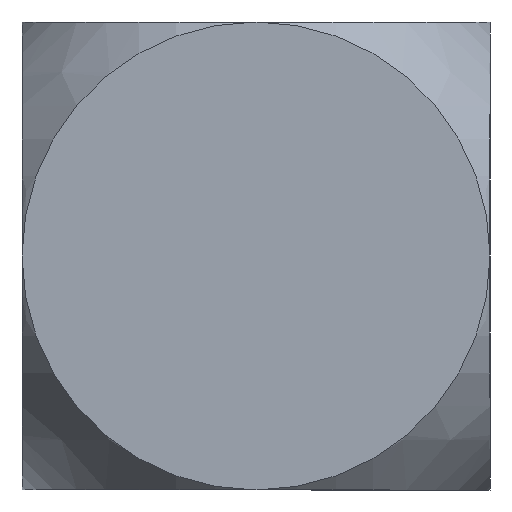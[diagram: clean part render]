
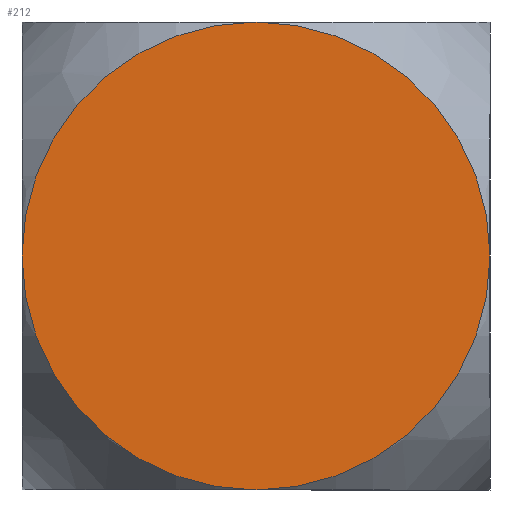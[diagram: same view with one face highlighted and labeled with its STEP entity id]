
A CAD part, left-side view. The second image highlights one B-rep face of the part: STEP entity #212.
In plain terms, the highlighted planar face has unit normal (-1, 0, 0).
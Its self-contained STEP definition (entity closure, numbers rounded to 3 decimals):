
#4 = VERTEX_POINT ( 'NONE', #308 ) ;
#170 = EDGE_CURVE ( 'NONE', #4, #171, #661, .T. ) ;
#171 = VERTEX_POINT ( 'NONE', #656 ) ;
#212 = ADVANCED_FACE ( 'NONE', ( #719 ), #718, .T. ) ;
#213 = EDGE_LOOP ( 'NONE', ( #214, #215, #217, #218 ) ) ;
#214 = ORIENTED_EDGE ( 'NONE', *, *, #234, .T. ) ;
#215 = ORIENTED_EDGE ( 'NONE', *, *, #216, .T. ) ;
#216 = EDGE_CURVE ( 'NONE', #237, #227, #716, .T. ) ;
#217 = ORIENTED_EDGE ( 'NONE', *, *, #226, .T. ) ;
#218 = ORIENTED_EDGE ( 'NONE', *, *, #170, .T. ) ;
#226 = EDGE_CURVE ( 'NONE', #227, #4, #757, .T. ) ;
#227 = VERTEX_POINT ( 'NONE', #749 ) ;
#234 = EDGE_CURVE ( 'NONE', #171, #237, #741, .T. ) ;
#237 = VERTEX_POINT ( 'NONE', #788 ) ;
#308 = CARTESIAN_POINT ( 'NONE',  ( -9., -9., 0. ) ) ;
#656 = CARTESIAN_POINT ( 'NONE',  ( -9., 0., 9. ) ) ;
#657 = DIRECTION ( 'NONE',  ( 0., 0., 1. ) ) ;
#658 = DIRECTION ( 'NONE',  ( -1., 0., 0. ) ) ;
#659 = CARTESIAN_POINT ( 'NONE',  ( -9., 0., 0. ) ) ;
#660 = AXIS2_PLACEMENT_3D ( 'NONE', #659, #658, #657 ) ;
#661 = CIRCLE ( 'NONE', #660, 9. ) ;
#709 = DIRECTION ( 'NONE',  ( 0., 0., 1. ) ) ;
#710 = DIRECTION ( 'NONE',  ( -1., 0., 0. ) ) ;
#711 = CARTESIAN_POINT ( 'NONE',  ( -9., 0., 0. ) ) ;
#712 = AXIS2_PLACEMENT_3D ( 'NONE', #711, #710, #709 ) ;
#713 = DIRECTION ( 'NONE',  ( 0., 0., 1. ) ) ;
#714 = DIRECTION ( 'NONE',  ( -1., 0., 0. ) ) ;
#715 = CARTESIAN_POINT ( 'NONE',  ( -9., 0., 0. ) ) ;
#716 = CIRCLE ( 'NONE', #712, 9. ) ;
#717 = AXIS2_PLACEMENT_3D ( 'NONE', #715, #714, #713 ) ;
#718 = PLANE ( 'NONE',  #717 ) ;
#719 = FACE_OUTER_BOUND ( 'NONE', #213, .T. ) ;
#734 = DIRECTION ( 'NONE',  ( -1., 0., 0. ) ) ;
#735 = CARTESIAN_POINT ( 'NONE',  ( -9., 0., 0. ) ) ;
#736 = AXIS2_PLACEMENT_3D ( 'NONE', #735, #734, #794 ) ;
#741 = CIRCLE ( 'NONE', #736, 9. ) ;
#749 = CARTESIAN_POINT ( 'NONE',  ( -9., 0., -9. ) ) ;
#750 = DIRECTION ( 'NONE',  ( 0., 0., 1. ) ) ;
#751 = DIRECTION ( 'NONE',  ( -1., 0., 0. ) ) ;
#752 = CARTESIAN_POINT ( 'NONE',  ( -9., 0., 0. ) ) ;
#753 = AXIS2_PLACEMENT_3D ( 'NONE', #752, #751, #750 ) ;
#757 = CIRCLE ( 'NONE', #753, 9. ) ;
#788 = CARTESIAN_POINT ( 'NONE',  ( -9., 9., 0. ) ) ;
#794 = DIRECTION ( 'NONE',  ( 0., 0., 1. ) ) ;
